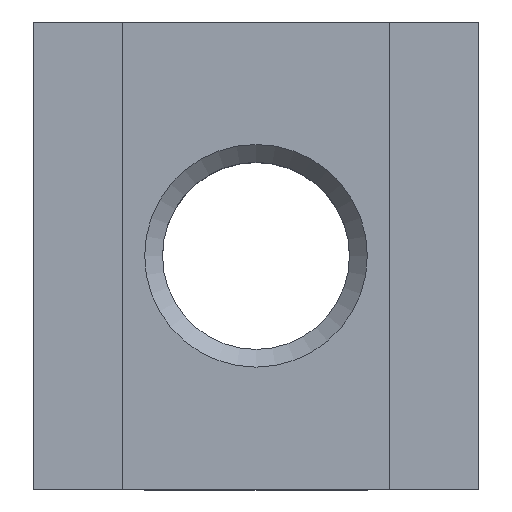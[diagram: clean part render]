
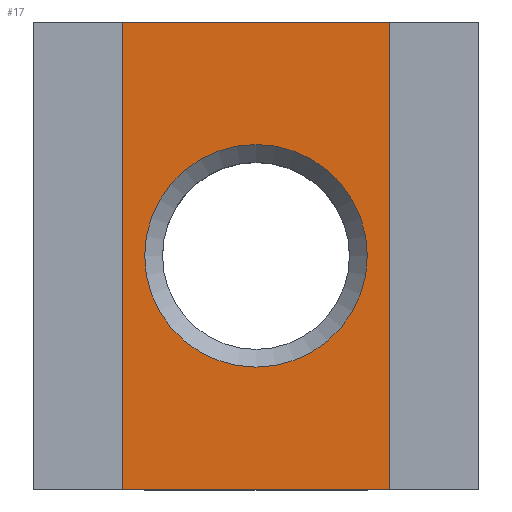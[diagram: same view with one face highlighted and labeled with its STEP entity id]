
A CAD part, top view. The second image highlights one B-rep face of the part: STEP entity #17.
In plain terms, the highlighted planar face has unit normal (0, 0, 1).
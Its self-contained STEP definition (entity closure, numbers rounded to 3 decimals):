
#17 = ADVANCED_FACE('',(#18,#57),#31,.F.);
#18 = FACE_BOUND('',#19,.F.);
#19 = EDGE_LOOP('',(#20));
#20 = ORIENTED_EDGE('',*,*,#21,.T.);
#21 = EDGE_CURVE('',#22,#22,#24,.T.);
#22 = VERTEX_POINT('',#23);
#23 = CARTESIAN_POINT('',(2.5,0.,1.));
#24 = SURFACE_CURVE('',#25,(#30,#46),.PCURVE_S1.);
#25 = CIRCLE('',#26,2.5);
#26 = AXIS2_PLACEMENT_3D('',#27,#28,#29);
#27 = CARTESIAN_POINT('',(0.,0.,1.));
#28 = DIRECTION('',(0.,0.,1.));
#29 = DIRECTION('',(1.,-0.,0.));
#30 = PCURVE('',#31,#36);
#31 = PLANE('',#32);
#32 = AXIS2_PLACEMENT_3D('',#33,#34,#35);
#33 = CARTESIAN_POINT('',(3.,5.25,1.));
#34 = DIRECTION('',(0.,0.,-1.));
#35 = DIRECTION('',(-1.,0.,0.));
#36 = DEFINITIONAL_REPRESENTATION('',(#37),#45);
#37 = ( BOUNDED_CURVE() B_SPLINE_CURVE(2,(#38,#39,#40,#41,#42,#43,#44),
.UNSPECIFIED.,.T.,.F.) B_SPLINE_CURVE_WITH_KNOTS((1,2,2,2,2,1),(
    -2.094,0.,2.094,4.189,6.283,
8.378),.UNSPECIFIED.) CURVE() GEOMETRIC_REPRESENTATION_ITEM() 
RATIONAL_B_SPLINE_CURVE((1.,0.5,1.,0.5,1.,0.5,1.)) REPRESENTATION_ITEM(
  '') );
#38 = CARTESIAN_POINT('',(0.5,-5.25));
#39 = CARTESIAN_POINT('',(0.5,-0.92));
#40 = CARTESIAN_POINT('',(4.25,-3.085));
#41 = CARTESIAN_POINT('',(8.,-5.25));
#42 = CARTESIAN_POINT('',(4.25,-7.415));
#43 = CARTESIAN_POINT('',(0.5,-9.58));
#44 = CARTESIAN_POINT('',(0.5,-5.25));
#45 = ( GEOMETRIC_REPRESENTATION_CONTEXT(2) 
PARAMETRIC_REPRESENTATION_CONTEXT() REPRESENTATION_CONTEXT('2D SPACE',''
  ) );
#46 = PCURVE('',#47,#52);
#47 = CONICAL_SURFACE('',#48,2.1,0.785);
#48 = AXIS2_PLACEMENT_3D('',#49,#50,#51);
#49 = CARTESIAN_POINT('',(0.,0.,0.6));
#50 = DIRECTION('',(-0.,0.,1.));
#51 = DIRECTION('',(1.,0.,0.));
#52 = DEFINITIONAL_REPRESENTATION('',(#53),#56);
#53 = B_SPLINE_CURVE_WITH_KNOTS('',1,(#54,#55),.UNSPECIFIED.,.F.,.F.,(2,
    2),(0.,6.283),.PIECEWISE_BEZIER_KNOTS.);
#54 = CARTESIAN_POINT('',(0.,0.4));
#55 = CARTESIAN_POINT('',(6.283,0.4));
#56 = ( GEOMETRIC_REPRESENTATION_CONTEXT(2) 
PARAMETRIC_REPRESENTATION_CONTEXT() REPRESENTATION_CONTEXT('2D SPACE',''
  ) );
#57 = FACE_BOUND('',#58,.F.);
#58 = EDGE_LOOP('',(#59,#89,#117,#145));
#59 = ORIENTED_EDGE('',*,*,#60,.T.);
#60 = EDGE_CURVE('',#61,#63,#65,.T.);
#61 = VERTEX_POINT('',#62);
#62 = CARTESIAN_POINT('',(3.,5.25,1.));
#63 = VERTEX_POINT('',#64);
#64 = CARTESIAN_POINT('',(3.,-5.25,1.));
#65 = SURFACE_CURVE('',#66,(#70,#77),.PCURVE_S1.);
#66 = LINE('',#67,#68);
#67 = CARTESIAN_POINT('',(3.,5.25,1.));
#68 = VECTOR('',#69,1.);
#69 = DIRECTION('',(0.,-1.,0.));
#70 = PCURVE('',#31,#71);
#71 = DEFINITIONAL_REPRESENTATION('',(#72),#76);
#72 = LINE('',#73,#74);
#73 = CARTESIAN_POINT('',(0.,0.));
#74 = VECTOR('',#75,1.);
#75 = DIRECTION('',(0.,-1.));
#76 = ( GEOMETRIC_REPRESENTATION_CONTEXT(2) 
PARAMETRIC_REPRESENTATION_CONTEXT() REPRESENTATION_CONTEXT('2D SPACE',''
  ) );
#77 = PCURVE('',#78,#83);
#78 = PLANE('',#79);
#79 = AXIS2_PLACEMENT_3D('',#80,#81,#82);
#80 = CARTESIAN_POINT('',(3.,5.25,0.));
#81 = DIRECTION('',(-1.,0.,0.));
#82 = DIRECTION('',(0.,0.,1.));
#83 = DEFINITIONAL_REPRESENTATION('',(#84),#88);
#84 = LINE('',#85,#86);
#85 = CARTESIAN_POINT('',(1.,0.));
#86 = VECTOR('',#87,1.);
#87 = DIRECTION('',(0.,-1.));
#88 = ( GEOMETRIC_REPRESENTATION_CONTEXT(2) 
PARAMETRIC_REPRESENTATION_CONTEXT() REPRESENTATION_CONTEXT('2D SPACE',''
  ) );
#89 = ORIENTED_EDGE('',*,*,#90,.T.);
#90 = EDGE_CURVE('',#63,#91,#93,.T.);
#91 = VERTEX_POINT('',#92);
#92 = CARTESIAN_POINT('',(-3.,-5.25,1.));
#93 = SURFACE_CURVE('',#94,(#98,#105),.PCURVE_S1.);
#94 = LINE('',#95,#96);
#95 = CARTESIAN_POINT('',(3.,-5.25,1.));
#96 = VECTOR('',#97,1.);
#97 = DIRECTION('',(-1.,0.,0.));
#98 = PCURVE('',#31,#99);
#99 = DEFINITIONAL_REPRESENTATION('',(#100),#104);
#100 = LINE('',#101,#102);
#101 = CARTESIAN_POINT('',(0.,-10.5));
#102 = VECTOR('',#103,1.);
#103 = DIRECTION('',(1.,0.));
#104 = ( GEOMETRIC_REPRESENTATION_CONTEXT(2) 
PARAMETRIC_REPRESENTATION_CONTEXT() REPRESENTATION_CONTEXT('2D SPACE',''
  ) );
#105 = PCURVE('',#106,#111);
#106 = PLANE('',#107);
#107 = AXIS2_PLACEMENT_3D('',#108,#109,#110);
#108 = CARTESIAN_POINT('',(0.,-5.25,-1.25));
#109 = DIRECTION('',(-0.,-1.,0.));
#110 = DIRECTION('',(0.,0.,-1.));
#111 = DEFINITIONAL_REPRESENTATION('',(#112),#116);
#112 = LINE('',#113,#114);
#113 = CARTESIAN_POINT('',(-2.25,3.));
#114 = VECTOR('',#115,1.);
#115 = DIRECTION('',(0.,-1.));
#116 = ( GEOMETRIC_REPRESENTATION_CONTEXT(2) 
PARAMETRIC_REPRESENTATION_CONTEXT() REPRESENTATION_CONTEXT('2D SPACE',''
  ) );
#117 = ORIENTED_EDGE('',*,*,#118,.F.);
#118 = EDGE_CURVE('',#119,#91,#121,.T.);
#119 = VERTEX_POINT('',#120);
#120 = CARTESIAN_POINT('',(-3.,5.25,1.));
#121 = SURFACE_CURVE('',#122,(#126,#133),.PCURVE_S1.);
#122 = LINE('',#123,#124);
#123 = CARTESIAN_POINT('',(-3.,5.25,1.));
#124 = VECTOR('',#125,1.);
#125 = DIRECTION('',(0.,-1.,0.));
#126 = PCURVE('',#31,#127);
#127 = DEFINITIONAL_REPRESENTATION('',(#128),#132);
#128 = LINE('',#129,#130);
#129 = CARTESIAN_POINT('',(6.,0.));
#130 = VECTOR('',#131,1.);
#131 = DIRECTION('',(0.,-1.));
#132 = ( GEOMETRIC_REPRESENTATION_CONTEXT(2) 
PARAMETRIC_REPRESENTATION_CONTEXT() REPRESENTATION_CONTEXT('2D SPACE',''
  ) );
#133 = PCURVE('',#134,#139);
#134 = PLANE('',#135);
#135 = AXIS2_PLACEMENT_3D('',#136,#137,#138);
#136 = CARTESIAN_POINT('',(-3.,5.25,1.));
#137 = DIRECTION('',(1.,0.,0.));
#138 = DIRECTION('',(0.,0.,-1.));
#139 = DEFINITIONAL_REPRESENTATION('',(#140),#144);
#140 = LINE('',#141,#142);
#141 = CARTESIAN_POINT('',(0.,0.));
#142 = VECTOR('',#143,1.);
#143 = DIRECTION('',(0.,-1.));
#144 = ( GEOMETRIC_REPRESENTATION_CONTEXT(2) 
PARAMETRIC_REPRESENTATION_CONTEXT() REPRESENTATION_CONTEXT('2D SPACE',''
  ) );
#145 = ORIENTED_EDGE('',*,*,#146,.F.);
#146 = EDGE_CURVE('',#61,#119,#147,.T.);
#147 = SURFACE_CURVE('',#148,(#152,#159),.PCURVE_S1.);
#148 = LINE('',#149,#150);
#149 = CARTESIAN_POINT('',(3.,5.25,1.));
#150 = VECTOR('',#151,1.);
#151 = DIRECTION('',(-1.,0.,0.));
#152 = PCURVE('',#31,#153);
#153 = DEFINITIONAL_REPRESENTATION('',(#154),#158);
#154 = LINE('',#155,#156);
#155 = CARTESIAN_POINT('',(0.,0.));
#156 = VECTOR('',#157,1.);
#157 = DIRECTION('',(1.,0.));
#158 = ( GEOMETRIC_REPRESENTATION_CONTEXT(2) 
PARAMETRIC_REPRESENTATION_CONTEXT() REPRESENTATION_CONTEXT('2D SPACE',''
  ) );
#159 = PCURVE('',#160,#165);
#160 = PLANE('',#161);
#161 = AXIS2_PLACEMENT_3D('',#162,#163,#164);
#162 = CARTESIAN_POINT('',(0.,5.25,-1.25));
#163 = DIRECTION('',(-0.,-1.,0.));
#164 = DIRECTION('',(0.,0.,-1.));
#165 = DEFINITIONAL_REPRESENTATION('',(#166),#170);
#166 = LINE('',#167,#168);
#167 = CARTESIAN_POINT('',(-2.25,3.));
#168 = VECTOR('',#169,1.);
#169 = DIRECTION('',(0.,-1.));
#170 = ( GEOMETRIC_REPRESENTATION_CONTEXT(2) 
PARAMETRIC_REPRESENTATION_CONTEXT() REPRESENTATION_CONTEXT('2D SPACE',''
  ) );
